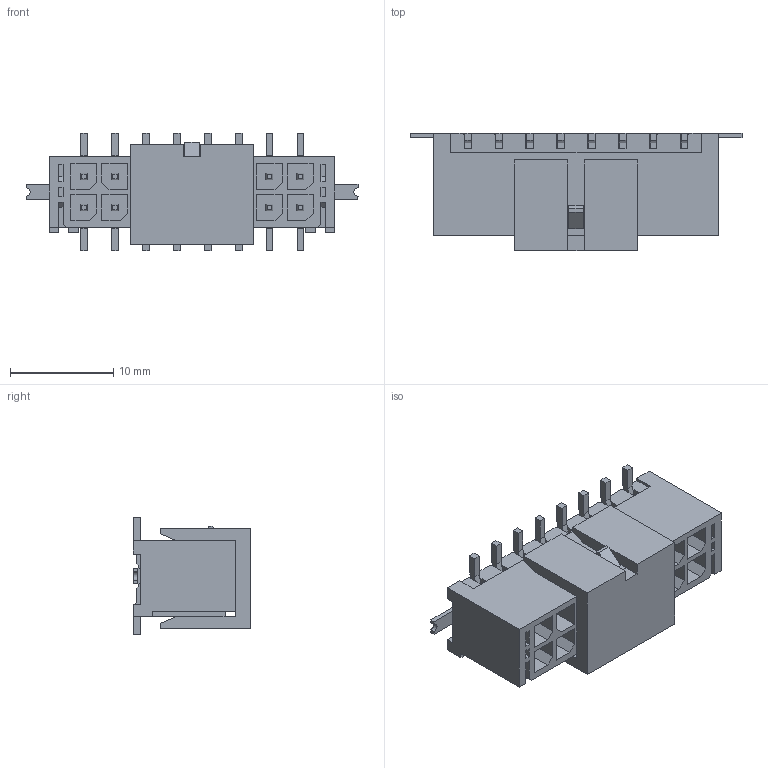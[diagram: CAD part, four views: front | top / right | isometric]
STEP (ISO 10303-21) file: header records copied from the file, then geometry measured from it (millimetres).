
FILE_DESCRIPTION(/* description */ ('Unknown'),/* implementation_level */ '2;1');
FILE_NAME(/* name */ '662316231822',/* time_stamp */ '2020-02-03T08:54:03+01:00',/* author */ ('Unknown'),/* organization */ ('Unknown'),/* preprocessor_version */ 'ST-DEVELOPER v16.7',/* originating_system */ 'DEX',/* authorisation */ $);
FILE_SCHEMA (('AUTOMOTIVE_DESIGN {1 0 10303 214 3 1 1}'));
Length unit declared in the file: millimetre
Products named in the file (5): 6623xx231822; 662016231822; 6620xx231822_MASS; 6620xx231822_PIN; 6620xx231822_Cap2
Assembly tree (20 placements, depth 2):
  6623xx231822
    662016231822
    6620xx231822_MASS  x2
    6620xx231822_PIN  x16
    6620xx231822_Cap2
Bounding box: 32.2 x 11.4 x 11.4 mm (x, y, z)
Volume: 1414.5 mm3; surface area: 3847.1 mm2
Topology: 20 solids, 20 shells, 814 faces, 2274 edges, 1494 vertices
Faces by surface type: plane 775, cylinder 39
Entity records: 14676 total; most frequent: CARTESIAN_POINT 2609, ORIENTED_EDGE 2586, DIRECTION 2277, EDGE_CURVE 1293, LINE 1221, VECTOR 1221, VERTEX_POINT 860, AXIS2_PLACEMENT_3D 528
